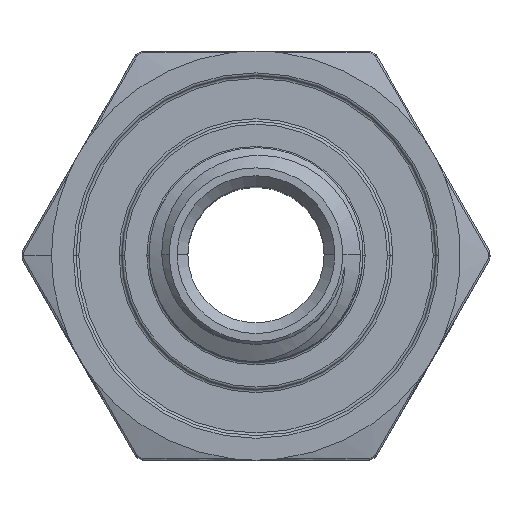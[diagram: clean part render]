
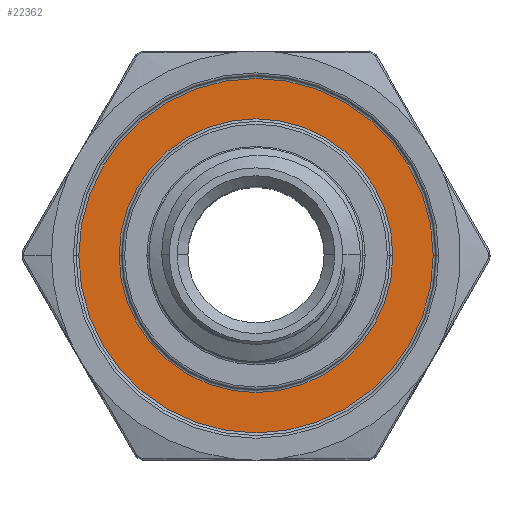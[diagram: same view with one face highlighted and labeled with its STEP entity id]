
A CAD part, top view. The second image highlights one B-rep face of the part: STEP entity #22362.
In plain terms, the highlighted planar face has unit normal (0, 0, 1).
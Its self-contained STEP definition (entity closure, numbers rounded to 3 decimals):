
#1000 = CARTESIAN_POINT ( 'NONE',  ( 0., 0., -26.3 ) ) ;
#1177 = CARTESIAN_POINT ( 'NONE',  ( 0., 0., -26.3 ) ) ;
#1290 = DIRECTION ( 'NONE',  ( 1., 0., 0. ) ) ;
#1644 = VERTEX_POINT ( 'NONE', #1727 ) ;
#1727 = CARTESIAN_POINT ( 'NONE',  ( -8.257, 0., -26.3 ) ) ;
#2886 = EDGE_CURVE ( 'NONE', #3810, #1644, #16318, .T. ) ;
#3771 = AXIS2_PLACEMENT_3D ( 'NONE', #24223, #10862, #7180 ) ;
#3810 = VERTEX_POINT ( 'NONE', #4801 ) ;
#4689 = DIRECTION ( 'NONE',  ( 1., 0., 0. ) ) ;
#4801 = CARTESIAN_POINT ( 'NONE',  ( 8.257, 0., -26.3 ) ) ;
#4888 = DIRECTION ( 'NONE',  ( 0., 0., -1. ) ) ;
#5112 = DIRECTION ( 'NONE',  ( 0., 0., -1. ) ) ;
#7180 = DIRECTION ( 'NONE',  ( 1., 0., 0. ) ) ;
#7547 = FACE_OUTER_BOUND ( 'NONE', #19619, .T. ) ;
#7635 = AXIS2_PLACEMENT_3D ( 'NONE', #24356, #4888, #1290 ) ;
#7689 = ORIENTED_EDGE ( 'NONE', *, *, #8930, .T. ) ;
#8930 = EDGE_CURVE ( 'NONE', #9148, #9589, #21577, .T. ) ;
#8946 = PLANE ( 'NONE',  #3771 ) ;
#9148 = VERTEX_POINT ( 'NONE', #16078 ) ;
#9589 = VERTEX_POINT ( 'NONE', #19662 ) ;
#10252 = FACE_BOUND ( 'NONE', #11148, .T. ) ;
#10682 = ORIENTED_EDGE ( 'NONE', *, *, #14708, .T. ) ;
#10862 = DIRECTION ( 'NONE',  ( 0., 0., 1. ) ) ;
#11148 = EDGE_LOOP ( 'NONE', ( #14544, #7689 ) ) ;
#12412 = CIRCLE ( 'NONE', #24258, 8.257 ) ;
#12579 = AXIS2_PLACEMENT_3D ( 'NONE', #1177, #5112, #14548 ) ;
#14191 = ORIENTED_EDGE ( 'NONE', *, *, #2886, .T. ) ;
#14544 = ORIENTED_EDGE ( 'NONE', *, *, #19421, .T. ) ;
#14548 = DIRECTION ( 'NONE',  ( 1., 0., 0. ) ) ;
#14708 = EDGE_CURVE ( 'NONE', #1644, #3810, #12412, .T. ) ;
#15071 = CIRCLE ( 'NONE', #12579, 6.377 ) ;
#15724 = CARTESIAN_POINT ( 'NONE',  ( 0., 0., -26.3 ) ) ;
#16078 = CARTESIAN_POINT ( 'NONE',  ( -6.377, 0., -26.3 ) ) ;
#16318 = CIRCLE ( 'NONE', #24628, 8.257 ) ;
#19421 = EDGE_CURVE ( 'NONE', #9589, #9148, #15071, .T. ) ;
#19619 = EDGE_LOOP ( 'NONE', ( #14191, #10682 ) ) ;
#19662 = CARTESIAN_POINT ( 'NONE',  ( 6.377, 0., -26.3 ) ) ;
#21367 = DIRECTION ( 'NONE',  ( 1., 0., 0. ) ) ;
#21577 = CIRCLE ( 'NONE', #7635, 6.377 ) ;
#22362 = ADVANCED_FACE ( 'NONE', ( #10252, #7547 ), #8946, .T. ) ;
#23217 = DIRECTION ( 'NONE',  ( 0., 0., 1. ) ) ;
#24144 = DIRECTION ( 'NONE',  ( 0., 0., 1. ) ) ;
#24223 = CARTESIAN_POINT ( 'NONE',  ( 0., 6.25, -26.3 ) ) ;
#24258 = AXIS2_PLACEMENT_3D ( 'NONE', #15724, #23217, #21367 ) ;
#24356 = CARTESIAN_POINT ( 'NONE',  ( 0., 0., -26.3 ) ) ;
#24628 = AXIS2_PLACEMENT_3D ( 'NONE', #1000, #24144, #4689 ) ;
